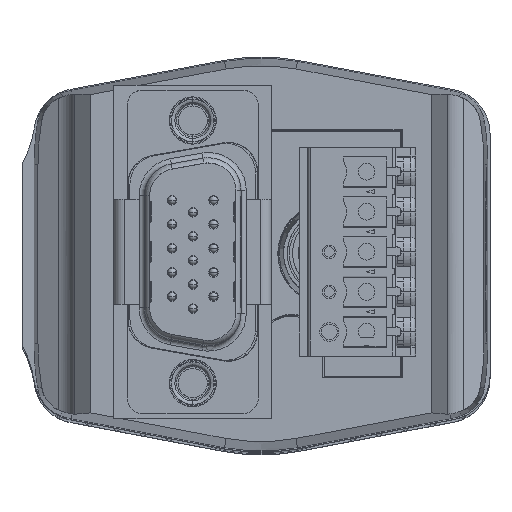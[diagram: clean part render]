
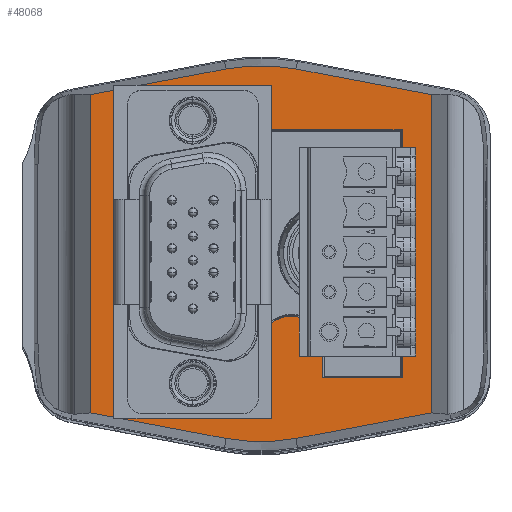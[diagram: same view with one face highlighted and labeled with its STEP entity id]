
A CAD part, top view. The second image highlights one B-rep face of the part: STEP entity #48068.
In plain terms, the highlighted planar face has unit normal (0, 0, 1).
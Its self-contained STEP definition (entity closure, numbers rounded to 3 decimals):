
#45416=DIRECTION('',(0.,1.,0.));
#45417=VECTOR('',#45416,30.287);
#45418=CARTESIAN_POINT('',(16.249,-15.143,46.));
#45419=LINE('',#45418,#45417);
#45423=CARTESIAN_POINT('',(0.,0.,46.));
#45424=DIRECTION('',(0.,0.,1.));
#45425=DIRECTION('',(-0.186,-0.983,0.));
#45426=AXIS2_PLACEMENT_3D('',#45423,#45424,#45425);
#45431=DIRECTION('',(0.983,-0.186,0.));
#45432=VECTOR('',#45431,13.155);
#45433=CARTESIAN_POINT('',(-16.249,-15.143,46.));
#45434=LINE('',#45433,#45432);
#45438=DIRECTION('',(0.,1.,0.));
#45439=VECTOR('',#45438,30.287);
#45440=CARTESIAN_POINT('',(-16.249,-15.143,46.));
#45441=LINE('',#45440,#45439);
#45445=DIRECTION('',(-0.983,-0.186,0.));
#45446=VECTOR('',#45445,13.155);
#45447=CARTESIAN_POINT('',(-3.323,17.586,46.));
#45448=LINE('',#45447,#45446);
#45452=CARTESIAN_POINT('',(0.,0.,46.));
#45453=DIRECTION('',(0.,0.,1.));
#45454=DIRECTION('',(0.186,0.983,0.));
#45455=AXIS2_PLACEMENT_3D('',#45452,#45453,#45454);
#45460=DIRECTION('',(-0.983,0.186,0.));
#45461=VECTOR('',#45460,13.155);
#45462=CARTESIAN_POINT('',(16.249,15.143,46.));
#45463=LINE('',#45462,#45461);
#45467=DIRECTION('',(0.,-1.,0.));
#45468=VECTOR('',#45467,23.649);
#45469=CARTESIAN_POINT('',(-13.424,11.824,46.));
#45470=LINE('',#45469,#45468);
#45474=DIRECTION('',(1.,0.,0.));
#45475=VECTOR('',#45474,13.349);
#45476=CARTESIAN_POINT('',(-13.424,-11.824,46.));
#45477=LINE('',#45476,#45475);
#45481=DIRECTION('',(0.,1.,0.));
#45482=VECTOR('',#45481,2.924);
#45483=CARTESIAN_POINT('',(-0.076,-11.824,46.));
#45484=LINE('',#45483,#45482);
#45488=CARTESIAN_POINT('',(2.9,-8.9,46.));
#45489=DIRECTION('',(0.,0.,1.));
#45490=DIRECTION('',(1.,0.,0.));
#45491=AXIS2_PLACEMENT_3D('',#45488,#45489,#45490);
#45496=DIRECTION('',(0.,-1.,0.));
#45497=VECTOR('',#45496,2.924);
#45498=CARTESIAN_POINT('',(5.876,-8.9,46.));
#45499=LINE('',#45498,#45497);
#45503=DIRECTION('',(1.,0.,0.));
#45504=VECTOR('',#45503,7.549);
#45505=CARTESIAN_POINT('',(5.876,-11.824,46.));
#45506=LINE('',#45505,#45504);
#45510=DIRECTION('',(0.,1.,0.));
#45511=VECTOR('',#45510,23.649);
#45512=CARTESIAN_POINT('',(13.424,-11.824,46.));
#45513=LINE('',#45512,#45511);
#45517=DIRECTION('',(-1.,0.,0.));
#45518=VECTOR('',#45517,13.349);
#45519=CARTESIAN_POINT('',(13.424,11.824,46.));
#45520=LINE('',#45519,#45518);
#45524=DIRECTION('',(0.,-1.,0.));
#45525=VECTOR('',#45524,2.924);
#45526=CARTESIAN_POINT('',(0.076,11.824,46.));
#45527=LINE('',#45526,#45525);
#45531=CARTESIAN_POINT('',(-2.9,8.9,46.));
#45532=DIRECTION('',(0.,0.,1.));
#45533=DIRECTION('',(-1.,0.,0.));
#45534=AXIS2_PLACEMENT_3D('',#45531,#45532,#45533);
#45539=DIRECTION('',(0.,1.,0.));
#45540=VECTOR('',#45539,2.924);
#45541=CARTESIAN_POINT('',(-5.876,8.9,46.));
#45542=LINE('',#45541,#45540);
#45546=DIRECTION('',(-1.,0.,0.));
#45547=VECTOR('',#45546,7.549);
#45548=CARTESIAN_POINT('',(-5.876,11.824,46.));
#45549=LINE('',#45548,#45547);
#45604=DIRECTION('',(0.983,0.186,0.));
#45605=VECTOR('',#45604,13.155);
#45606=CARTESIAN_POINT('',(3.323,-17.586,46.));
#45607=LINE('',#45606,#45605);
#47457=CARTESIAN_POINT('',(-3.323,-17.586,46.));
#47458=CARTESIAN_POINT('',(3.323,-17.586,46.));
#47459=VERTEX_POINT('',#47457);
#47460=VERTEX_POINT('',#47458);
#47461=CARTESIAN_POINT('',(3.323,17.586,46.));
#47462=CARTESIAN_POINT('',(-3.323,17.586,46.));
#47463=VERTEX_POINT('',#47461);
#47464=VERTEX_POINT('',#47462);
#47465=CARTESIAN_POINT('',(16.249,-15.143,46.));
#47466=CARTESIAN_POINT('',(16.249,15.143,46.));
#47467=VERTEX_POINT('',#47465);
#47468=VERTEX_POINT('',#47466);
#47469=CARTESIAN_POINT('',(-16.249,-15.143,46.));
#47470=CARTESIAN_POINT('',(-16.249,15.143,46.));
#47471=VERTEX_POINT('',#47469);
#47472=VERTEX_POINT('',#47470);
#47739=CARTESIAN_POINT('',(-13.424,11.824,46.));
#47740=CARTESIAN_POINT('',(-13.424,-11.824,46.));
#47741=VERTEX_POINT('',#47739);
#47742=VERTEX_POINT('',#47740);
#47743=CARTESIAN_POINT('',(-5.876,11.824,46.));
#47744=VERTEX_POINT('',#47743);
#47745=CARTESIAN_POINT('',(-5.876,8.9,46.));
#47746=VERTEX_POINT('',#47745);
#47747=CARTESIAN_POINT('',(0.076,8.9,46.));
#47748=VERTEX_POINT('',#47747);
#47749=CARTESIAN_POINT('',(0.076,11.824,46.));
#47750=VERTEX_POINT('',#47749);
#47751=CARTESIAN_POINT('',(13.424,11.824,46.));
#47752=VERTEX_POINT('',#47751);
#47753=CARTESIAN_POINT('',(13.424,-11.824,46.));
#47754=VERTEX_POINT('',#47753);
#47755=CARTESIAN_POINT('',(5.876,-11.824,46.));
#47756=VERTEX_POINT('',#47755);
#47757=CARTESIAN_POINT('',(5.876,-8.9,46.));
#47758=VERTEX_POINT('',#47757);
#47759=CARTESIAN_POINT('',(-0.076,-8.9,46.));
#47760=VERTEX_POINT('',#47759);
#47761=CARTESIAN_POINT('',(-0.076,-11.824,46.));
#47762=VERTEX_POINT('',#47761);
#48021=CARTESIAN_POINT('',(0.,0.,46.));
#48022=DIRECTION('',(0.,0.,1.));
#48023=DIRECTION('',(1.,0.,0.));
#48024=AXIS2_PLACEMENT_3D('',#48021,#48022,#48023);
#48025=PLANE('',#48024);
#48027=ORIENTED_EDGE('',*,*,#48026,.F.);
#48029=ORIENTED_EDGE('',*,*,#48028,.F.);
#48031=ORIENTED_EDGE('',*,*,#48030,.F.);
#48033=ORIENTED_EDGE('',*,*,#48032,.F.);
#48034=ORIENTED_EDGE('',*,*,#48011,.T.);
#48035=ORIENTED_EDGE('',*,*,#48001,.F.);
#48037=ORIENTED_EDGE('',*,*,#48036,.F.);
#48039=ORIENTED_EDGE('',*,*,#48038,.F.);
#48040=EDGE_LOOP('',(#48027,#48029,#48031,#48033,#48034,#48035,#48037,#48039));
#48041=FACE_OUTER_BOUND('',#48040,.F.);
#48043=ORIENTED_EDGE('',*,*,#48042,.T.);
#48045=ORIENTED_EDGE('',*,*,#48044,.T.);
#48047=ORIENTED_EDGE('',*,*,#48046,.T.);
#48049=ORIENTED_EDGE('',*,*,#48048,.F.);
#48051=ORIENTED_EDGE('',*,*,#48050,.T.);
#48053=ORIENTED_EDGE('',*,*,#48052,.T.);
#48055=ORIENTED_EDGE('',*,*,#48054,.T.);
#48057=ORIENTED_EDGE('',*,*,#48056,.T.);
#48059=ORIENTED_EDGE('',*,*,#48058,.T.);
#48061=ORIENTED_EDGE('',*,*,#48060,.F.);
#48063=ORIENTED_EDGE('',*,*,#48062,.T.);
#48065=ORIENTED_EDGE('',*,*,#48064,.T.);
#48066=EDGE_LOOP('',(#48043,#48045,#48047,#48049,#48051,#48053,#48055,#48057,
#48059,#48061,#48063,#48065));
#48067=FACE_BOUND('',#48066,.F.);
#45427=CIRCLE('',#45426,17.897);
#45456=CIRCLE('',#45455,17.897);
#45492=CIRCLE('',#45491,2.976);
#45535=CIRCLE('',#45534,2.976);
#48001=EDGE_CURVE('',#47464,#47472,#45448,.T.);
#48011=EDGE_CURVE('',#47471,#47472,#45441,.T.);
#48026=EDGE_CURVE('',#47467,#47468,#45419,.T.);
#48028=EDGE_CURVE('',#47460,#47467,#45607,.T.);
#48030=EDGE_CURVE('',#47459,#47460,#45427,.T.);
#48032=EDGE_CURVE('',#47471,#47459,#45434,.T.);
#48036=EDGE_CURVE('',#47463,#47464,#45456,.T.);
#48038=EDGE_CURVE('',#47468,#47463,#45463,.T.);
#48042=EDGE_CURVE('',#47741,#47742,#45470,.T.);
#48044=EDGE_CURVE('',#47742,#47762,#45477,.T.);
#48046=EDGE_CURVE('',#47762,#47760,#45484,.T.);
#48048=EDGE_CURVE('',#47758,#47760,#45492,.T.);
#48050=EDGE_CURVE('',#47758,#47756,#45499,.T.);
#48052=EDGE_CURVE('',#47756,#47754,#45506,.T.);
#48054=EDGE_CURVE('',#47754,#47752,#45513,.T.);
#48056=EDGE_CURVE('',#47752,#47750,#45520,.T.);
#48058=EDGE_CURVE('',#47750,#47748,#45527,.T.);
#48060=EDGE_CURVE('',#47746,#47748,#45535,.T.);
#48062=EDGE_CURVE('',#47746,#47744,#45542,.T.);
#48064=EDGE_CURVE('',#47744,#47741,#45549,.T.);
#48068=ADVANCED_FACE('',(#48041,#48067),#48025,.T.);
